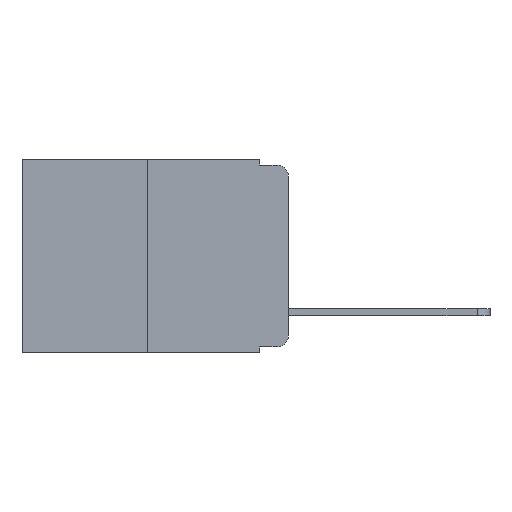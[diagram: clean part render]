
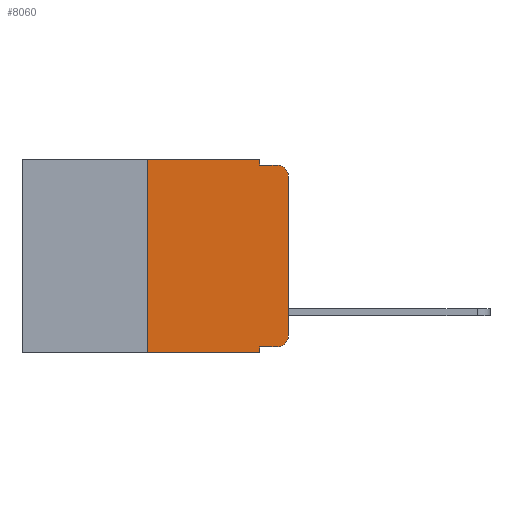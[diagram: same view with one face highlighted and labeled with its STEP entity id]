
A CAD part, left-side view. The second image highlights one B-rep face of the part: STEP entity #8060.
In plain terms, the highlighted planar face has unit normal (-1, 0, 0).
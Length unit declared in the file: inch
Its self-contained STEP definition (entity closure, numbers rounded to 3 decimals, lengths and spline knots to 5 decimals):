
#326 = VECTOR ( 'NONE', #7934, 39.37008 ) ;
#451 = EDGE_CURVE ( 'NONE', #3267, #7625, #1019, .T. ) ;
#482 = EDGE_LOOP ( 'NONE', ( #3029, #2929, #3120, #3080, #3412, #3520, #3639, #3748, #3941, #3955 ) ) ;
#577 = CARTESIAN_POINT ( 'NONE',  ( 0., 0.051, -0.333 ) ) ;
#706 = VERTEX_POINT ( 'NONE', #1458 ) ;
#728 = EDGE_CURVE ( 'NONE', #3665, #1095, #8555, .T. ) ;
#743 = AXIS2_PLACEMENT_3D ( 'NONE', #6402, #1443, #7046 ) ;
#843 = VERTEX_POINT ( 'NONE', #6757 ) ;
#912 = CARTESIAN_POINT ( 'NONE',  ( 0., 0.473, -0.343 ) ) ;
#939 = EDGE_CURVE ( 'NONE', #843, #1461, #8279, .T. ) ;
#955 = EDGE_CURVE ( 'NONE', #1461, #3295, #8247, .T. ) ;
#967 = EDGE_CURVE ( 'NONE', #4681, #3295, #8240, .T. ) ;
#971 = EDGE_CURVE ( 'NONE', #3665, #3267, #8242, .T. ) ;
#993 = EDGE_CURVE ( 'NONE', #706, #1095, #8264, .T. ) ;
#995 = EDGE_CURVE ( 'NONE', #706, #2694, #8217, .T. ) ;
#1019 = LINE ( 'NONE', #7941, #326 ) ;
#1095 = VERTEX_POINT ( 'NONE', #1273 ) ;
#1203 = FACE_OUTER_BOUND ( 'NONE', #482, .T. ) ;
#1273 = CARTESIAN_POINT ( 'NONE',  ( 0., 0.051, -0.343 ) ) ;
#1443 = DIRECTION ( 'NONE',  ( -1., 0., 0. ) ) ;
#1458 = CARTESIAN_POINT ( 'NONE',  ( 0., 0.051, -0.333 ) ) ;
#1461 = VERTEX_POINT ( 'NONE', #8131 ) ;
#1934 = CARTESIAN_POINT ( 'NONE',  ( 0., 0.25, -0.343 ) ) ;
#2117 = VECTOR ( 'NONE', #8457, 39.37008 ) ;
#2583 = DIRECTION ( 'NONE',  ( 0., 0., 1. ) ) ;
#2594 = CARTESIAN_POINT ( 'NONE',  ( 0., 0.02, -0.03 ) ) ;
#2682 = DIRECTION ( 'NONE',  ( -1., 0., 0. ) ) ;
#2694 = VERTEX_POINT ( 'NONE', #8536 ) ;
#2929 = ORIENTED_EDGE ( 'NONE', *, *, #955, .T. ) ;
#3029 = ORIENTED_EDGE ( 'NONE', *, *, #939, .T. ) ;
#3080 = ORIENTED_EDGE ( 'NONE', *, *, #5748, .F. ) ;
#3120 = ORIENTED_EDGE ( 'NONE', *, *, #967, .F. ) ;
#3164 = CARTESIAN_POINT ( 'NONE',  ( 0., 0.25, 0. ) ) ;
#3267 = VERTEX_POINT ( 'NONE', #3164 ) ;
#3295 = VERTEX_POINT ( 'NONE', #8310 ) ;
#3412 = ORIENTED_EDGE ( 'NONE', *, *, #451, .F. ) ;
#3520 = ORIENTED_EDGE ( 'NONE', *, *, #971, .F. ) ;
#3639 = ORIENTED_EDGE ( 'NONE', *, *, #728, .T. ) ;
#3665 = VERTEX_POINT ( 'NONE', #1934 ) ;
#3738 = CARTESIAN_POINT ( 'NONE',  ( 0., 0.473, 0. ) ) ;
#3748 = ORIENTED_EDGE ( 'NONE', *, *, #993, .F. ) ;
#3772 = DIRECTION ( 'NONE',  ( 0., 0., -1. ) ) ;
#3941 = ORIENTED_EDGE ( 'NONE', *, *, #995, .T. ) ;
#3955 = ORIENTED_EDGE ( 'NONE', *, *, #5544, .T. ) ;
#4662 = AXIS2_PLACEMENT_3D ( 'NONE', #2594, #2682, #8823 ) ;
#4681 = VERTEX_POINT ( 'NONE', #8986 ) ;
#4744 = AXIS2_PLACEMENT_3D ( 'NONE', #3738, #7980, #3772 ) ;
#5095 = CARTESIAN_POINT ( 'NONE',  ( 0., 0.051, 0. ) ) ;
#5375 = DIRECTION ( 'NONE',  ( 0., 0., -1. ) ) ;
#5544 = EDGE_CURVE ( 'NONE', #2694, #843, #6248, .T. ) ;
#5623 = CARTESIAN_POINT ( 'NONE',  ( 0., 0.051, 0. ) ) ;
#5748 = EDGE_CURVE ( 'NONE', #7625, #4681, #6451, .T. ) ;
#6077 = CARTESIAN_POINT ( 'NONE',  ( 0., 0.051, 0. ) ) ;
#6248 = CIRCLE ( 'NONE', #743, 0.02 ) ;
#6402 = CARTESIAN_POINT ( 'NONE',  ( 0., 0.02, -0.313 ) ) ;
#6451 = LINE ( 'NONE', #6077, #2117 ) ;
#6757 = CARTESIAN_POINT ( 'NONE',  ( 0., 0., -0.313 ) ) ;
#7046 = DIRECTION ( 'NONE',  ( 0., 0., -1. ) ) ;
#7337 = CARTESIAN_POINT ( 'NONE',  ( 0., 0., 0. ) ) ;
#7410 = PLANE ( 'NONE',  #4744 ) ;
#7625 = VERTEX_POINT ( 'NONE', #5095 ) ;
#7727 = DIRECTION ( 'NONE',  ( 0., 0., 1. ) ) ;
#7934 = DIRECTION ( 'NONE',  ( 0., -1., 0. ) ) ;
#7941 = CARTESIAN_POINT ( 'NONE',  ( 0., 0.473, 0. ) ) ;
#7962 = CARTESIAN_POINT ( 'NONE',  ( 0., 0.25, 0. ) ) ;
#7980 = DIRECTION ( 'NONE',  ( 1., 0., 0. ) ) ;
#8060 = ADVANCED_FACE ( 'NONE', ( #1203 ), #7410, .F. ) ;
#8131 = CARTESIAN_POINT ( 'NONE',  ( 0., 0., -0.03 ) ) ;
#8136 = DIRECTION ( 'NONE',  ( 0., -1., 0. ) ) ;
#8211 = VECTOR ( 'NONE', #5375, 39.37008 ) ;
#8217 = LINE ( 'NONE', #577, #8227 ) ;
#8227 = VECTOR ( 'NONE', #8414, 39.37008 ) ;
#8236 = VECTOR ( 'NONE', #8350, 39.37008 ) ;
#8240 = LINE ( 'NONE', #8962, #8236 ) ;
#8242 = LINE ( 'NONE', #7962, #8355 ) ;
#8246 = VECTOR ( 'NONE', #7727, 39.37008 ) ;
#8247 = CIRCLE ( 'NONE', #4662, 0.02 ) ;
#8264 = LINE ( 'NONE', #5623, #8211 ) ;
#8279 = LINE ( 'NONE', #7337, #8246 ) ;
#8310 = CARTESIAN_POINT ( 'NONE',  ( 0., 0.02, -0.01 ) ) ;
#8350 = DIRECTION ( 'NONE',  ( 0., -1., 0. ) ) ;
#8355 = VECTOR ( 'NONE', #2583, 39.37008 ) ;
#8414 = DIRECTION ( 'NONE',  ( 0., -1., 0. ) ) ;
#8457 = DIRECTION ( 'NONE',  ( 0., 0., -1. ) ) ;
#8526 = VECTOR ( 'NONE', #8136, 39.37008 ) ;
#8536 = CARTESIAN_POINT ( 'NONE',  ( 0., 0.02, -0.333 ) ) ;
#8555 = LINE ( 'NONE', #912, #8526 ) ;
#8823 = DIRECTION ( 'NONE',  ( 0., 0., -1. ) ) ;
#8962 = CARTESIAN_POINT ( 'NONE',  ( 0., 0.051, -0.01 ) ) ;
#8986 = CARTESIAN_POINT ( 'NONE',  ( 0., 0.051, -0.01 ) ) ;
